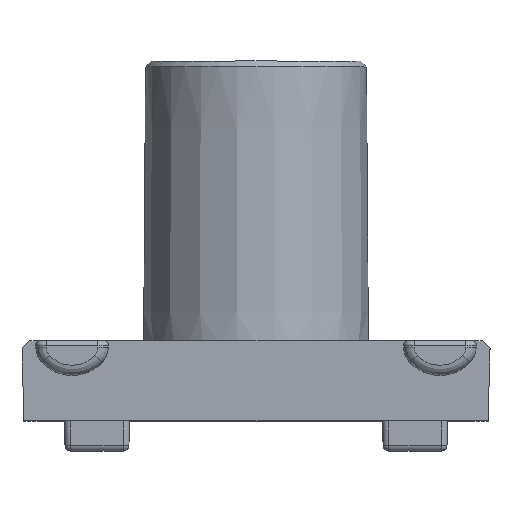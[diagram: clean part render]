
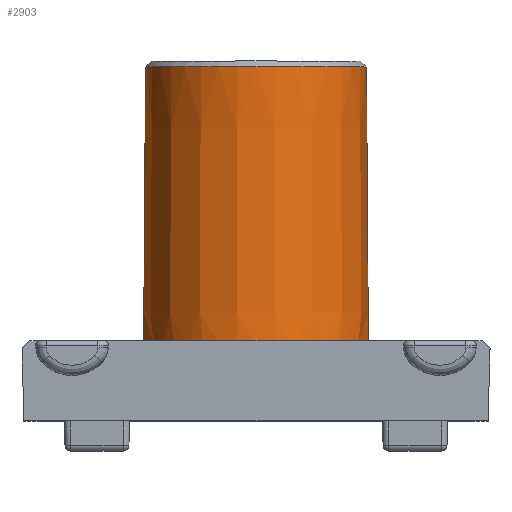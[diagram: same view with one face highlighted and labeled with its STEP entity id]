
A CAD part, top view. The second image highlights one B-rep face of the part: STEP entity #2903.
In plain terms, the highlighted conical face has half-angle 0.4 degrees and reference radius 4.875 mm.
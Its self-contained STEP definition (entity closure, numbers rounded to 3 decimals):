
#38=CONICAL_SURFACE('',#3198,4.875,0.007);
#125=CIRCLE('',#3055,4.775);
#144=CIRCLE('',#3107,4.859);
#163=CIRCLE('',#3188,4.868);
#164=CIRCLE('',#3189,4.868);
#167=CIRCLE('',#3195,4.868);
#169=CIRCLE('',#3199,4.859);
#363=FACE_OUTER_BOUND('',#530,.T.);
#530=EDGE_LOOP('',(#2474,#2475,#2476,#2477,#2478,#2479,#2480,#2481,#2482,
#2483,#2484,#2485,#2486,#2487,#2488,#2489));
#558=(
BOUNDED_CURVE()
B_SPLINE_CURVE(2,(#4933,#4934,#4935),.UNSPECIFIED.,.F.,.F.)
B_SPLINE_CURVE_WITH_KNOTS((3,3),(0.02,0.136),
 .UNSPECIFIED.)
CURVE()
GEOMETRIC_REPRESENTATION_ITEM()
RATIONAL_B_SPLINE_CURVE((1.,1.,1.))
REPRESENTATION_ITEM('')
);
#562=(
BOUNDED_CURVE()
B_SPLINE_CURVE(2,(#4984,#4985,#4986),.UNSPECIFIED.,.F.,.F.)
B_SPLINE_CURVE_WITH_KNOTS((3,3),(0.24,0.356),
 .UNSPECIFIED.)
CURVE()
GEOMETRIC_REPRESENTATION_ITEM()
RATIONAL_B_SPLINE_CURVE((1.,1.,1.))
REPRESENTATION_ITEM('')
);
#581=(
BOUNDED_CURVE()
B_SPLINE_CURVE(2,(#5918,#5919,#5920),.UNSPECIFIED.,.F.,.F.)
B_SPLINE_CURVE_WITH_KNOTS((3,3),(0.24,0.356),
 .UNSPECIFIED.)
CURVE()
GEOMETRIC_REPRESENTATION_ITEM()
RATIONAL_B_SPLINE_CURVE((1.,1.,1.))
REPRESENTATION_ITEM('')
);
#582=(
BOUNDED_CURVE()
B_SPLINE_CURVE(2,(#5923,#5924,#5925),.UNSPECIFIED.,.F.,.F.)
B_SPLINE_CURVE_WITH_KNOTS((3,3),(0.02,0.136),
 .UNSPECIFIED.)
CURVE()
GEOMETRIC_REPRESENTATION_ITEM()
RATIONAL_B_SPLINE_CURVE((1.,1.,1.))
REPRESENTATION_ITEM('')
);
#619=B_SPLINE_CURVE_WITH_KNOTS('',3,(#5712,#5713,#5714,#5715),
 .UNSPECIFIED.,.F.,.F.,(4,4),(-0.007,0.),.UNSPECIFIED.);
#622=B_SPLINE_CURVE_WITH_KNOTS('',3,(#5750,#5751,#5752,#5753),
 .UNSPECIFIED.,.F.,.F.,(4,4),(-0.026,-0.019),
 .UNSPECIFIED.);
#632=B_SPLINE_CURVE_WITH_KNOTS('',3,(#5860,#5861,#5862,#5863),
 .UNSPECIFIED.,.F.,.F.,(4,4),(-0.007,0.),.UNSPECIFIED.);
#637=B_SPLINE_CURVE_WITH_KNOTS('',3,(#5908,#5909,#5910,#5911),
 .UNSPECIFIED.,.F.,.F.,(4,4),(-0.026,-0.019),
 .UNSPECIFIED.);
#833=LINE('',#5922,#1034);
#1034=VECTOR('',#3951,4.875);
#1202=VERTEX_POINT('',#4693);
#1245=VERTEX_POINT('',#4927);
#1246=VERTEX_POINT('',#4932);
#1257=VERTEX_POINT('',#4972);
#1258=VERTEX_POINT('',#4983);
#1265=VERTEX_POINT('',#5015);
#1333=VERTEX_POINT('',#5707);
#1336=VERTEX_POINT('',#5721);
#1337=VERTEX_POINT('',#5726);
#1347=VERTEX_POINT('',#5854);
#1348=VERTEX_POINT('',#5859);
#1350=VERTEX_POINT('',#5871);
#1354=VERTEX_POINT('',#5903);
#1355=VERTEX_POINT('',#5917);
#1518=EDGE_CURVE('',#1202,#1202,#125,.T.);
#1583=EDGE_CURVE('',#1245,#1246,#558,.T.);
#1595=EDGE_CURVE('',#1258,#1257,#562,.F.);
#1607=EDGE_CURVE('',#1257,#1265,#144,.T.);
#1738=EDGE_CURVE('',#1333,#1245,#619,.T.);
#1742=EDGE_CURVE('',#1336,#1337,#163,.T.);
#1743=EDGE_CURVE('',#1337,#1333,#164,.T.);
#1745=EDGE_CURVE('',#1258,#1336,#622,.T.);
#1759=EDGE_CURVE('',#1347,#1348,#632,.T.);
#1763=EDGE_CURVE('',#1350,#1347,#167,.T.);
#1768=EDGE_CURVE('',#1354,#1350,#637,.T.);
#1770=EDGE_CURVE('',#1354,#1355,#581,.F.);
#1771=EDGE_CURVE('',#1355,#1246,#169,.T.);
#1772=EDGE_CURVE('',#1337,#1202,#833,.T.);
#1773=EDGE_CURVE('',#1348,#1265,#582,.T.);
#2474=ORIENTED_EDGE('',*,*,#1763,.F.);
#2475=ORIENTED_EDGE('',*,*,#1768,.F.);
#2476=ORIENTED_EDGE('',*,*,#1770,.T.);
#2477=ORIENTED_EDGE('',*,*,#1771,.T.);
#2478=ORIENTED_EDGE('',*,*,#1583,.F.);
#2479=ORIENTED_EDGE('',*,*,#1738,.F.);
#2480=ORIENTED_EDGE('',*,*,#1743,.F.);
#2481=ORIENTED_EDGE('',*,*,#1772,.T.);
#2482=ORIENTED_EDGE('',*,*,#1518,.F.);
#2483=ORIENTED_EDGE('',*,*,#1772,.F.);
#2484=ORIENTED_EDGE('',*,*,#1742,.F.);
#2485=ORIENTED_EDGE('',*,*,#1745,.F.);
#2486=ORIENTED_EDGE('',*,*,#1595,.T.);
#2487=ORIENTED_EDGE('',*,*,#1607,.T.);
#2488=ORIENTED_EDGE('',*,*,#1773,.F.);
#2489=ORIENTED_EDGE('',*,*,#1759,.F.);
#2903=ADVANCED_FACE('',(#363),#38,.T.);
#3055=AXIS2_PLACEMENT_3D('',#4694,#3544,#3545);
#3107=AXIS2_PLACEMENT_3D('',#5026,#3692,#3693);
#3188=AXIS2_PLACEMENT_3D('',#5727,#3924,#3925);
#3189=AXIS2_PLACEMENT_3D('',#5728,#3926,#3927);
#3195=AXIS2_PLACEMENT_3D('',#5876,#3940,#3941);
#3198=AXIS2_PLACEMENT_3D('',#5916,#3947,#3948);
#3199=AXIS2_PLACEMENT_3D('',#5921,#3949,#3950);
#3544=DIRECTION('center_axis',(0.,1.,0.));
#3545=DIRECTION('ref_axis',(1.,0.,0.));
#3692=DIRECTION('center_axis',(0.,1.,0.));
#3693=DIRECTION('ref_axis',(1.,0.,0.));
#3924=DIRECTION('center_axis',(0.,-1.,0.));
#3925=DIRECTION('ref_axis',(-1.,0.,0.));
#3926=DIRECTION('center_axis',(0.,-1.,0.));
#3927=DIRECTION('ref_axis',(-1.,0.,0.));
#3940=DIRECTION('center_axis',(0.,-1.,0.));
#3941=DIRECTION('ref_axis',(1.,0.,0.));
#3947=DIRECTION('center_axis',(0.,-1.,0.));
#3948=DIRECTION('ref_axis',(1.,0.,0.));
#3949=DIRECTION('center_axis',(0.,1.,0.));
#3950=DIRECTION('ref_axis',(1.,0.,0.));
#3951=DIRECTION('',(0.007,1.,0.));
#4693=CARTESIAN_POINT('',(-49.745,21.837,-13.67));
#4694=CARTESIAN_POINT('Origin',(-44.97,21.837,-13.67));
#4927=CARTESIAN_POINT('',(-49.404,8.633,-15.678));
#4932=CARTESIAN_POINT('',(-49.391,9.79,-15.686));
#4933=CARTESIAN_POINT('Ctrl Pts',(-49.404,8.633,-15.678));
#4934=CARTESIAN_POINT('Ctrl Pts',(-49.398,9.212,-15.682));
#4935=CARTESIAN_POINT('Ctrl Pts',(-49.391,9.79,-15.686));
#4972=CARTESIAN_POINT('',(-49.391,9.79,-11.654));
#4983=CARTESIAN_POINT('',(-49.404,8.633,-11.662));
#4984=CARTESIAN_POINT('Ctrl Pts',(-49.391,9.79,-11.654));
#4985=CARTESIAN_POINT('Ctrl Pts',(-49.398,9.212,-11.658));
#4986=CARTESIAN_POINT('Ctrl Pts',(-49.404,8.633,-11.662));
#5015=CARTESIAN_POINT('',(-40.549,9.79,-11.654));
#5026=CARTESIAN_POINT('Origin',(-44.97,9.79,-13.67));
#5707=CARTESIAN_POINT('',(-49.387,8.577,-15.715));
#5712=CARTESIAN_POINT('Ctrl Pts',(-49.387,8.577,-15.715));
#5713=CARTESIAN_POINT('Ctrl Pts',(-49.393,8.596,-15.703));
#5714=CARTESIAN_POINT('Ctrl Pts',(-49.399,8.614,-15.69));
#5715=CARTESIAN_POINT('Ctrl Pts',(-49.404,8.633,-15.678));
#5721=CARTESIAN_POINT('',(-49.387,8.577,-11.625));
#5726=CARTESIAN_POINT('',(-49.838,8.577,-13.67));
#5727=CARTESIAN_POINT('Origin',(-44.97,8.577,-13.67));
#5728=CARTESIAN_POINT('Origin',(-44.97,8.577,-13.67));
#5750=CARTESIAN_POINT('Ctrl Pts',(-49.404,8.633,-11.662));
#5751=CARTESIAN_POINT('Ctrl Pts',(-49.399,8.614,-11.65));
#5752=CARTESIAN_POINT('Ctrl Pts',(-49.393,8.596,-11.637));
#5753=CARTESIAN_POINT('Ctrl Pts',(-49.387,8.577,-11.625));
#5854=CARTESIAN_POINT('',(-40.553,8.577,-11.625));
#5859=CARTESIAN_POINT('',(-40.536,8.633,-11.662));
#5860=CARTESIAN_POINT('Ctrl Pts',(-40.553,8.577,-11.625));
#5861=CARTESIAN_POINT('Ctrl Pts',(-40.547,8.596,-11.637));
#5862=CARTESIAN_POINT('Ctrl Pts',(-40.541,8.614,-11.65));
#5863=CARTESIAN_POINT('Ctrl Pts',(-40.536,8.633,-11.662));
#5871=CARTESIAN_POINT('',(-40.553,8.577,-15.715));
#5876=CARTESIAN_POINT('Origin',(-44.97,8.577,-13.67));
#5903=CARTESIAN_POINT('',(-40.536,8.633,-15.678));
#5908=CARTESIAN_POINT('Ctrl Pts',(-40.536,8.633,-15.678));
#5909=CARTESIAN_POINT('Ctrl Pts',(-40.541,8.614,-15.69));
#5910=CARTESIAN_POINT('Ctrl Pts',(-40.547,8.596,-15.703));
#5911=CARTESIAN_POINT('Ctrl Pts',(-40.553,8.577,-15.715));
#5916=CARTESIAN_POINT('Origin',(-44.97,7.54,-13.67));
#5917=CARTESIAN_POINT('',(-40.549,9.79,-15.686));
#5918=CARTESIAN_POINT('Ctrl Pts',(-40.549,9.79,-15.686));
#5919=CARTESIAN_POINT('Ctrl Pts',(-40.542,9.212,-15.682));
#5920=CARTESIAN_POINT('Ctrl Pts',(-40.536,8.633,-15.678));
#5921=CARTESIAN_POINT('Origin',(-44.97,9.79,-13.67));
#5922=CARTESIAN_POINT('',(-49.845,7.54,-13.67));
#5923=CARTESIAN_POINT('Ctrl Pts',(-40.536,8.633,-11.662));
#5924=CARTESIAN_POINT('Ctrl Pts',(-40.542,9.212,-11.658));
#5925=CARTESIAN_POINT('Ctrl Pts',(-40.549,9.79,-11.654));
